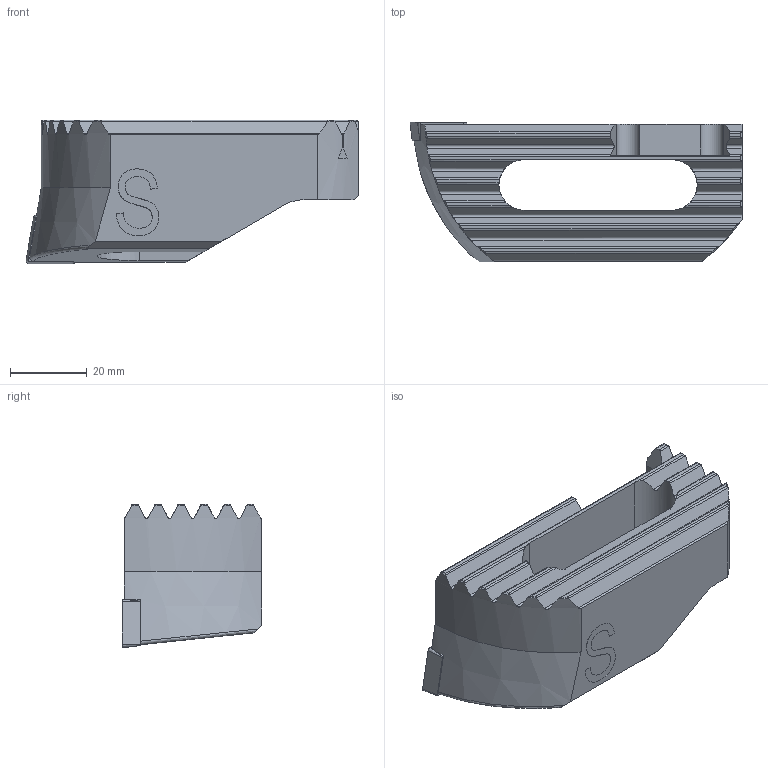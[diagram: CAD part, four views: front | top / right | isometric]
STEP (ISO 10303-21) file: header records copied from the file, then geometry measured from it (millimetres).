
FILE_DESCRIPTION(('no description'),'unknown implementation level');
FILE_NAME('2A2111F2-5015-4451-8515-9304FBC6E74E_export.stp',' ',('CIMSOURCE GmbH'),('CADClick - KiM GmbH - www.kimweb.de'),'unknown preprocess','ACIS','unknown authorization');
FILE_SCHEMA(('automotive_design'));
Length unit declared in the file: millimetre
Products named in the file (3): 639.471 Kaiser 98-126 SW98 CC12 S|639.471 Kaiser 98-126 SW98 CC12 S;Beschriftung Zahl 0; 639.471 Kaiser 98-126 SW98 CC12 S|654.991 Kaiser CCMT 120408 K20C;Kombinieren1; 639.471 Kaiser 98-126 SW98 CC12 S|694.150 Kaiser ETL M5 X 13,3 T20 IP 10S;Kreismuster1
Bounding box: 86.5 x 36.36 x 37.4 mm (x, y, z)
Volume: 50370.3 mm3; surface area: 16416.5 mm2
Topology: 3 solids, 3 shells, 227 faces, 624 edges, 405 vertices
Faces by surface type: plane 85, cylinder 74, cone 29, bspline 29, torus 10
Entity records: 17535 total; most frequent: CARTESIAN_POINT 4922, STYLED_ITEM 1257, PRESENTATION_STYLE_ASSIGNMENT 1257, COLOUR_RGB 1257, ORIENTED_EDGE 1244, DIRECTION 1102, EDGE_CURVE 622, CURVE_STYLE 622
